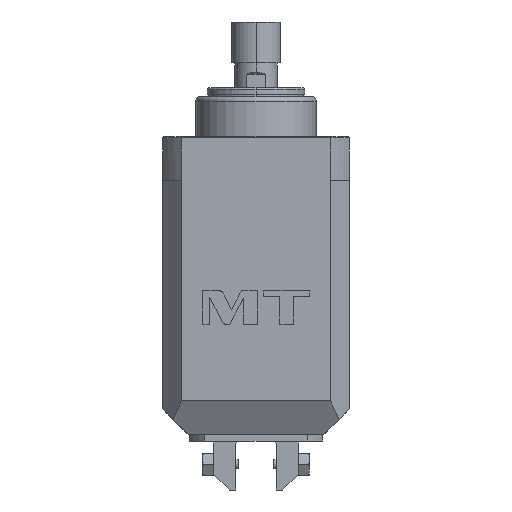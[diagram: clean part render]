
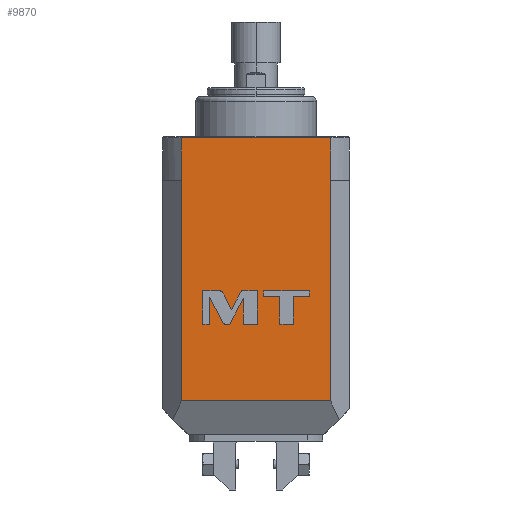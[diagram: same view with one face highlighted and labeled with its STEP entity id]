
A CAD part, left-side view. The second image highlights one B-rep face of the part: STEP entity #9870.
In plain terms, the highlighted planar face has unit normal (-1, 0, 0).
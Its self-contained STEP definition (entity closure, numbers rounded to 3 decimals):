
#2838=DIRECTION('',(0.,1.,0.));
#2839=VECTOR('',#2838,67.149);
#2840=CARTESIAN_POINT('',(-125.,-33.575,76.25));
#2841=LINE('',#2840,#2839);
#2881=DIRECTION('',(0.,0.,1.));
#2882=VECTOR('',#2881,99.);
#2883=CARTESIAN_POINT('',(-125.,33.5,-42.));
#2884=LINE('',#2883,#2882);
#2885=DIRECTION('',(0.,1.,0.));
#2886=VECTOR('',#2885,0.075);
#2887=CARTESIAN_POINT('',(-125.,33.5,57.));
#2888=LINE('',#2887,#2886);
#2889=DIRECTION('',(0.,0.,-1.));
#2890=VECTOR('',#2889,19.25);
#2891=CARTESIAN_POINT('',(-125.,33.575,76.25));
#2892=LINE('',#2891,#2890);
#2893=DIRECTION('',(0.,0.,-1.));
#2894=VECTOR('',#2893,19.25);
#2895=CARTESIAN_POINT('',(-125.,-33.575,76.25));
#2896=LINE('',#2895,#2894);
#2897=DIRECTION('',(0.,1.,0.));
#2898=VECTOR('',#2897,0.075);
#2899=CARTESIAN_POINT('',(-125.,-33.575,57.));
#2900=LINE('',#2899,#2898);
#2901=DIRECTION('',(0.,0.,1.));
#2902=VECTOR('',#2901,99.);
#2903=CARTESIAN_POINT('',(-125.,-33.5,-42.));
#2904=LINE('',#2903,#2902);
#2905=DIRECTION('',(0.,1.,0.));
#2906=VECTOR('',#2905,67.);
#2907=CARTESIAN_POINT('',(-125.,-33.5,-42.));
#2908=LINE('',#2907,#2906);
#2909=CARTESIAN_POINT('',(-125.,14.827,6.523));
#2910=CARTESIAN_POINT('',(-125.,15.139,7.126));
#2911=CARTESIAN_POINT('',(-125.,15.754,7.5));
#2912=CARTESIAN_POINT('',(-125.,16.432,7.5));
#2914=DIRECTION('',(0.,1.,0.));
#2915=VECTOR('',#2914,7.541);
#2916=CARTESIAN_POINT('',(-125.,16.432,7.5));
#2917=LINE('',#2916,#2915);
#2918=DIRECTION('',(0.,0.,-1.));
#2919=VECTOR('',#2918,15.);
#2920=CARTESIAN_POINT('',(-125.,23.973,7.5));
#2921=LINE('',#2920,#2919);
#2922=DIRECTION('',(0.,-1.,0.));
#2923=VECTOR('',#2922,3.12);
#2924=CARTESIAN_POINT('',(-125.,23.973,-7.5));
#2925=LINE('',#2924,#2923);
#2926=DIRECTION('',(0.,0.,1.));
#2927=VECTOR('',#2926,12.152);
#2928=CARTESIAN_POINT('',(-125.,20.853,-7.5));
#2929=LINE('',#2928,#2927);
#2930=DIRECTION('',(0.,-0.459,-0.888));
#2931=VECTOR('',#2930,12.58);
#2932=CARTESIAN_POINT('',(-125.,20.853,4.652));
#2933=LINE('',#2932,#2931);
#2934=CARTESIAN_POINT('',(-125.,15.075,-6.523));
#2935=CARTESIAN_POINT('',(-125.,14.763,-7.126));
#2936=CARTESIAN_POINT('',(-125.,14.147,-7.5));
#2937=CARTESIAN_POINT('',(-125.,13.469,-7.5));
#2939=DIRECTION('',(0.,-1.,0.));
#2940=VECTOR('',#2939,1.565);
#2941=CARTESIAN_POINT('',(-125.,13.469,-7.5));
#2942=LINE('',#2941,#2940);
#2943=DIRECTION('',(0.,-0.481,0.877));
#2944=VECTOR('',#2943,13.015);
#2945=CARTESIAN_POINT('',(-125.,11.904,-7.5));
#2946=LINE('',#2945,#2944);
#2947=DIRECTION('',(0.,0.,-1.));
#2948=VECTOR('',#2947,11.409);
#2949=CARTESIAN_POINT('',(-125.,5.641,3.909));
#2950=LINE('',#2949,#2948);
#2951=DIRECTION('',(0.,-1.,0.));
#2952=VECTOR('',#2951,6.312);
#2953=CARTESIAN_POINT('',(-125.,5.641,-7.5));
#2954=LINE('',#2953,#2952);
#2955=DIRECTION('',(0.,0.,1.));
#2956=VECTOR('',#2955,15.);
#2957=CARTESIAN_POINT('',(-125.,-0.671,-7.5));
#2958=LINE('',#2957,#2956);
#2959=DIRECTION('',(0.,1.,0.));
#2960=VECTOR('',#2959,7.116);
#2961=CARTESIAN_POINT('',(-125.,-0.671,7.5));
#2962=LINE('',#2961,#2960);
#2963=DIRECTION('',(0.,0.481,-0.877));
#2964=VECTOR('',#2963,9.511);
#2965=CARTESIAN_POINT('',(-125.,6.445,7.5));
#2966=LINE('',#2965,#2964);
#2967=DIRECTION('',(0.,0.459,0.888));
#2968=VECTOR('',#2967,8.286);
#2969=CARTESIAN_POINT('',(-125.,11.022,-0.837));
#2970=LINE('',#2969,#2968);
#2971=DIRECTION('',(0.,0.,-1.));
#2972=VECTOR('',#2971,12.446);
#2973=CARTESIAN_POINT('',(-125.,-10.759,4.946));
#2974=LINE('',#2973,#2972);
#2975=DIRECTION('',(0.,-1.,0.));
#2976=VECTOR('',#2975,5.942);
#2977=CARTESIAN_POINT('',(-125.,-10.759,-7.5));
#2978=LINE('',#2977,#2976);
#2979=DIRECTION('',(0.,0.,1.));
#2980=VECTOR('',#2979,12.446);
#2981=CARTESIAN_POINT('',(-125.,-16.701,-7.5));
#2982=LINE('',#2981,#2980);
#2983=DIRECTION('',(0.,-1.,0.));
#2984=VECTOR('',#2983,7.272);
#2985=CARTESIAN_POINT('',(-125.,-16.701,4.946));
#2986=LINE('',#2985,#2984);
#2987=DIRECTION('',(0.,0.,1.));
#2988=VECTOR('',#2987,2.554);
#2989=CARTESIAN_POINT('',(-125.,-23.973,4.946));
#2990=LINE('',#2989,#2988);
#2991=DIRECTION('',(0.,1.,0.));
#2992=VECTOR('',#2991,20.486);
#2993=CARTESIAN_POINT('',(-125.,-23.973,7.5));
#2994=LINE('',#2993,#2992);
#2995=DIRECTION('',(0.,0.,-1.));
#2996=VECTOR('',#2995,2.554);
#2997=CARTESIAN_POINT('',(-125.,-3.487,7.5));
#2998=LINE('',#2997,#2996);
#2999=DIRECTION('',(0.,-1.,0.));
#3000=VECTOR('',#2999,7.272);
#3001=CARTESIAN_POINT('',(-125.,-3.487,4.946));
#3002=LINE('',#3001,#3000);
#6334=CARTESIAN_POINT('',(-125.,-33.5,-42.));
#6335=CARTESIAN_POINT('',(-125.,33.5,-42.));
#6336=VERTEX_POINT('',#6334);
#6337=VERTEX_POINT('',#6335);
#6726=CARTESIAN_POINT('',(-125.,-33.575,76.25));
#6727=CARTESIAN_POINT('',(-125.,33.575,76.25));
#6728=VERTEX_POINT('',#6726);
#6729=VERTEX_POINT('',#6727);
#6754=CARTESIAN_POINT('',(-125.,33.575,57.));
#6755=VERTEX_POINT('',#6754);
#6760=CARTESIAN_POINT('',(-125.,-33.575,57.));
#6761=VERTEX_POINT('',#6760);
#6778=CARTESIAN_POINT('',(-125.,33.5,57.));
#6779=VERTEX_POINT('',#6778);
#6780=CARTESIAN_POINT('',(-125.,-33.5,57.));
#6781=VERTEX_POINT('',#6780);
#7204=VERTEX_POINT('',#2909);
#7205=VERTEX_POINT('',#2912);
#7206=CARTESIAN_POINT('',(-125.,23.973,7.5));
#7207=VERTEX_POINT('',#7206);
#7208=CARTESIAN_POINT('',(-125.,23.973,-7.5));
#7209=VERTEX_POINT('',#7208);
#7210=CARTESIAN_POINT('',(-125.,20.853,-7.5));
#7211=VERTEX_POINT('',#7210);
#7212=CARTESIAN_POINT('',(-125.,20.853,4.652));
#7213=VERTEX_POINT('',#7212);
#7214=CARTESIAN_POINT('',(-125.,15.075,-6.523));
#7215=VERTEX_POINT('',#7214);
#7216=VERTEX_POINT('',#2937);
#7217=CARTESIAN_POINT('',(-125.,11.904,-7.5));
#7218=VERTEX_POINT('',#7217);
#7219=CARTESIAN_POINT('',(-125.,5.641,3.909));
#7220=VERTEX_POINT('',#7219);
#7221=CARTESIAN_POINT('',(-125.,5.641,-7.5));
#7222=VERTEX_POINT('',#7221);
#7223=CARTESIAN_POINT('',(-125.,-0.671,-7.5));
#7224=VERTEX_POINT('',#7223);
#7225=CARTESIAN_POINT('',(-125.,-0.671,7.5));
#7226=VERTEX_POINT('',#7225);
#7227=CARTESIAN_POINT('',(-125.,6.445,7.5));
#7228=VERTEX_POINT('',#7227);
#7229=CARTESIAN_POINT('',(-125.,11.022,-0.837));
#7230=VERTEX_POINT('',#7229);
#7231=CARTESIAN_POINT('',(-125.,-10.759,4.946));
#7232=CARTESIAN_POINT('',(-125.,-10.759,-7.5));
#7233=VERTEX_POINT('',#7231);
#7234=VERTEX_POINT('',#7232);
#7235=CARTESIAN_POINT('',(-125.,-16.701,-7.5));
#7236=VERTEX_POINT('',#7235);
#7237=CARTESIAN_POINT('',(-125.,-16.701,4.946));
#7238=VERTEX_POINT('',#7237);
#7239=CARTESIAN_POINT('',(-125.,-23.973,4.946));
#7240=VERTEX_POINT('',#7239);
#7241=CARTESIAN_POINT('',(-125.,-23.973,7.5));
#7242=VERTEX_POINT('',#7241);
#7243=CARTESIAN_POINT('',(-125.,-3.487,7.5));
#7244=VERTEX_POINT('',#7243);
#7245=CARTESIAN_POINT('',(-125.,-3.487,4.946));
#7246=VERTEX_POINT('',#7245);
#9802=CARTESIAN_POINT('',(-125.,0.,0.));
#9803=DIRECTION('',(1.,0.,0.));
#9804=DIRECTION('',(0.,1.,0.));
#9805=AXIS2_PLACEMENT_3D('',#9802,#9803,#9804);
#9806=PLANE('',#9805);
#9808=ORIENTED_EDGE('',*,*,#9807,.T.);
#9810=ORIENTED_EDGE('',*,*,#9809,.T.);
#9812=ORIENTED_EDGE('',*,*,#9811,.F.);
#9813=ORIENTED_EDGE('',*,*,#9770,.F.);
#9814=ORIENTED_EDGE('',*,*,#8348,.T.);
#9815=ORIENTED_EDGE('',*,*,#8363,.T.);
#9816=ORIENTED_EDGE('',*,*,#8380,.F.);
#9817=ORIENTED_EDGE('',*,*,#8398,.T.);
#9818=EDGE_LOOP('',(#9808,#9810,#9812,#9813,#9814,#9815,#9816,#9817));
#9819=FACE_OUTER_BOUND('',#9818,.F.);
#9821=ORIENTED_EDGE('',*,*,#9820,.T.);
#9823=ORIENTED_EDGE('',*,*,#9822,.T.);
#9825=ORIENTED_EDGE('',*,*,#9824,.T.);
#9827=ORIENTED_EDGE('',*,*,#9826,.T.);
#9829=ORIENTED_EDGE('',*,*,#9828,.T.);
#9831=ORIENTED_EDGE('',*,*,#9830,.T.);
#9833=ORIENTED_EDGE('',*,*,#9832,.T.);
#9835=ORIENTED_EDGE('',*,*,#9834,.T.);
#9837=ORIENTED_EDGE('',*,*,#9836,.T.);
#9839=ORIENTED_EDGE('',*,*,#9838,.T.);
#9841=ORIENTED_EDGE('',*,*,#9840,.T.);
#9843=ORIENTED_EDGE('',*,*,#9842,.T.);
#9845=ORIENTED_EDGE('',*,*,#9844,.T.);
#9847=ORIENTED_EDGE('',*,*,#9846,.T.);
#9849=ORIENTED_EDGE('',*,*,#9848,.T.);
#9850=EDGE_LOOP('',(#9821,#9823,#9825,#9827,#9829,#9831,#9833,#9835,#9837,#9839,
#9841,#9843,#9845,#9847,#9849));
#9851=FACE_BOUND('',#9850,.F.);
#9853=ORIENTED_EDGE('',*,*,#9852,.T.);
#9855=ORIENTED_EDGE('',*,*,#9854,.T.);
#9857=ORIENTED_EDGE('',*,*,#9856,.T.);
#9859=ORIENTED_EDGE('',*,*,#9858,.T.);
#9861=ORIENTED_EDGE('',*,*,#9860,.T.);
#9863=ORIENTED_EDGE('',*,*,#9862,.T.);
#9865=ORIENTED_EDGE('',*,*,#9864,.T.);
#9867=ORIENTED_EDGE('',*,*,#9866,.T.);
#9868=EDGE_LOOP('',(#9853,#9855,#9857,#9859,#9861,#9863,#9865,#9867));
#9869=FACE_BOUND('',#9868,.F.);
#9870=ADVANCED_FACE('',(#9819,#9851,#9869),#9806,.F.);
#2913=B_SPLINE_CURVE_WITH_KNOTS('',3,(#2909,#2910,#2911,#2912),.UNSPECIFIED.,
.F.,.F.,(4,4),(0.,1.),.UNSPECIFIED.);
#2938=B_SPLINE_CURVE_WITH_KNOTS('',3,(#2934,#2935,#2936,#2937),.UNSPECIFIED.,
.F.,.F.,(4,4),(0.,1.),.UNSPECIFIED.);
#8348=EDGE_CURVE('',#6728,#6761,#2896,.T.);
#8363=EDGE_CURVE('',#6761,#6781,#2900,.T.);
#8380=EDGE_CURVE('',#6336,#6781,#2904,.T.);
#8398=EDGE_CURVE('',#6336,#6337,#2908,.T.);
#9770=EDGE_CURVE('',#6728,#6729,#2841,.T.);
#9807=EDGE_CURVE('',#6337,#6779,#2884,.T.);
#9809=EDGE_CURVE('',#6779,#6755,#2888,.T.);
#9811=EDGE_CURVE('',#6729,#6755,#2892,.T.);
#9820=EDGE_CURVE('',#7204,#7205,#2913,.T.);
#9822=EDGE_CURVE('',#7205,#7207,#2917,.T.);
#9824=EDGE_CURVE('',#7207,#7209,#2921,.T.);
#9826=EDGE_CURVE('',#7209,#7211,#2925,.T.);
#9828=EDGE_CURVE('',#7211,#7213,#2929,.T.);
#9830=EDGE_CURVE('',#7213,#7215,#2933,.T.);
#9832=EDGE_CURVE('',#7215,#7216,#2938,.T.);
#9834=EDGE_CURVE('',#7216,#7218,#2942,.T.);
#9836=EDGE_CURVE('',#7218,#7220,#2946,.T.);
#9838=EDGE_CURVE('',#7220,#7222,#2950,.T.);
#9840=EDGE_CURVE('',#7222,#7224,#2954,.T.);
#9842=EDGE_CURVE('',#7224,#7226,#2958,.T.);
#9844=EDGE_CURVE('',#7226,#7228,#2962,.T.);
#9846=EDGE_CURVE('',#7228,#7230,#2966,.T.);
#9848=EDGE_CURVE('',#7230,#7204,#2970,.T.);
#9852=EDGE_CURVE('',#7233,#7234,#2974,.T.);
#9854=EDGE_CURVE('',#7234,#7236,#2978,.T.);
#9856=EDGE_CURVE('',#7236,#7238,#2982,.T.);
#9858=EDGE_CURVE('',#7238,#7240,#2986,.T.);
#9860=EDGE_CURVE('',#7240,#7242,#2990,.T.);
#9862=EDGE_CURVE('',#7242,#7244,#2994,.T.);
#9864=EDGE_CURVE('',#7244,#7246,#2998,.T.);
#9866=EDGE_CURVE('',#7246,#7233,#3002,.T.);
